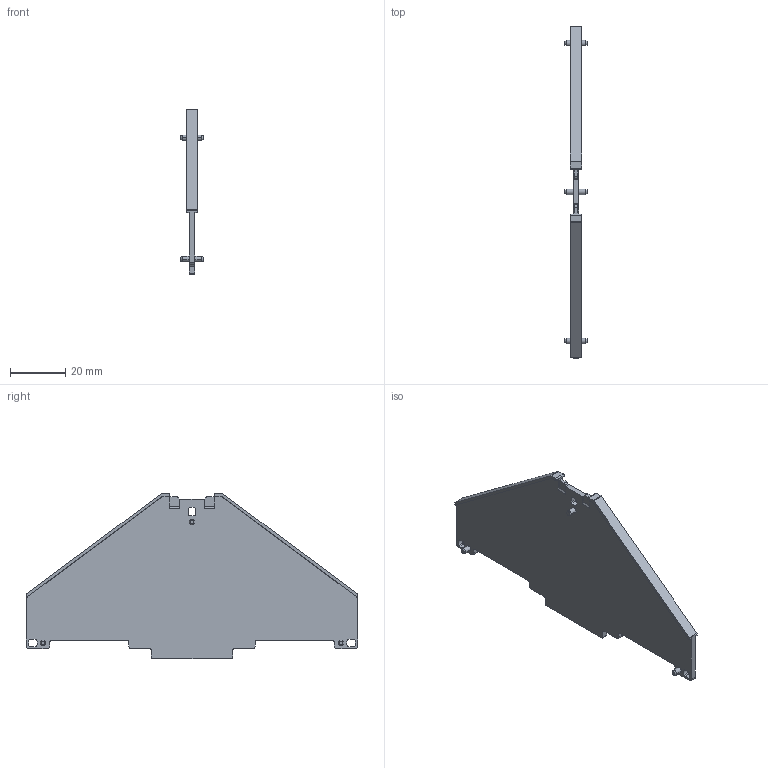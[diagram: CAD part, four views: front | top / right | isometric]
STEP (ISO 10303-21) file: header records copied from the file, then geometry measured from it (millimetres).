
FILE_DESCRIPTION(('CATIA V5 STEP Exchange','CAx-IF Rec.Pracs.--- Model Styling and Organization---1.4--- 2014-01-23'),'2;1');
FILE_NAME ('009959-2_0', '2021-04-26T04:58:36+00:00', ('none'), ('Weidmueller'), 'CATIA Version 5-6 Release 2016 SP3 HF44', 'CATIA V5 STEP AP214', 'none');
FILE_SCHEMA(('AUTOMOTIVE_DESIGN { 1 0 10303 214 1 1 1 1 }'));
Length unit declared in the file: millimetre
Products named in the file (1): 1253250000
Bounding box: 8 x 120 x 59.7 mm (x, y, z)
Volume: 9967.7 mm3; surface area: 10977.3 mm2
Topology: 1 solids, 1 shells, 140 faces, 424 edges, 292 vertices
Faces by surface type: plane 64, cylinder 64, cone 12
Entity records: 5077 total; most frequent: CARTESIAN_POINT 1441, ORIENTED_EDGE 848, DIRECTION 584, EDGE_CURVE 424, VERTEX_POINT 292, VECTOR 250, LINE 250, AXIS2_PLACEMENT_3D 222
